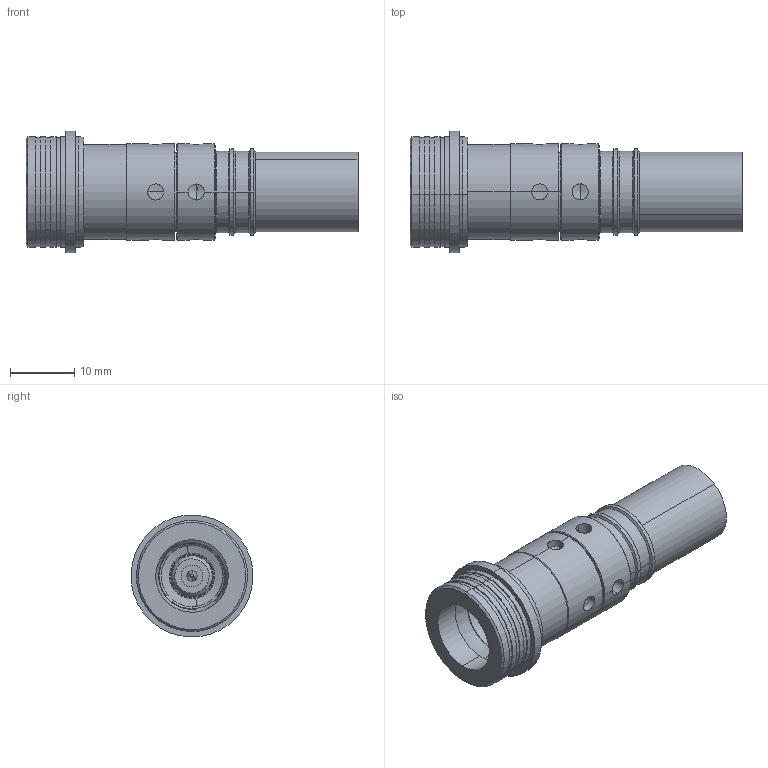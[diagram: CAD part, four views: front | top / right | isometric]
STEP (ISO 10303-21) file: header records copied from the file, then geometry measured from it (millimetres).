
FILE_DESCRIPTION (( 'STEP AP214' ), '1' );
FILE_NAME ('3190-8043(EZ-400-QNM-X)_SD.STEP', '2020-11-23T03:26:13', ( '' ), ( '' ), 'SwSTEP 2.0', 'SolidWorks 2018', '' );
FILE_SCHEMA (( 'AUTOMOTIVE_DESIGN' ));
Length unit declared in the file: millimetre
Products named in the file (5): 3192-6033_SD; SD^3192-6033; 3192-6076_SD; SD^3192-6076; 3190-8043(EZ-400-QNM-X)_SD
Assembly tree (4 placements, depth 3):
  3190-8043(EZ-400-QNM-X)_SD
    3192-6076_SD
      SD^3192-6076
    3192-6033_SD
      SD^3192-6033
Bounding box: 51.7 x 18.98 x 18.98 mm (x, y, z)
Volume: 6547.2 mm3; surface area: 5338.8 mm2
Topology: 3 solids, 3 shells, 199 faces, 431 edges, 255 vertices
Faces by surface type: cylinder 88, cone 57, plane 39, torus 12, sphere 2, bspline 1
Entity records: 5845 total; most frequent: CARTESIAN_POINT 1283, DIRECTION 1037, ORIENTED_EDGE 830, AXIS2_PLACEMENT_3D 442, EDGE_CURVE 415, VERTEX_POINT 255, CIRCLE 235, EDGE_LOOP 234
